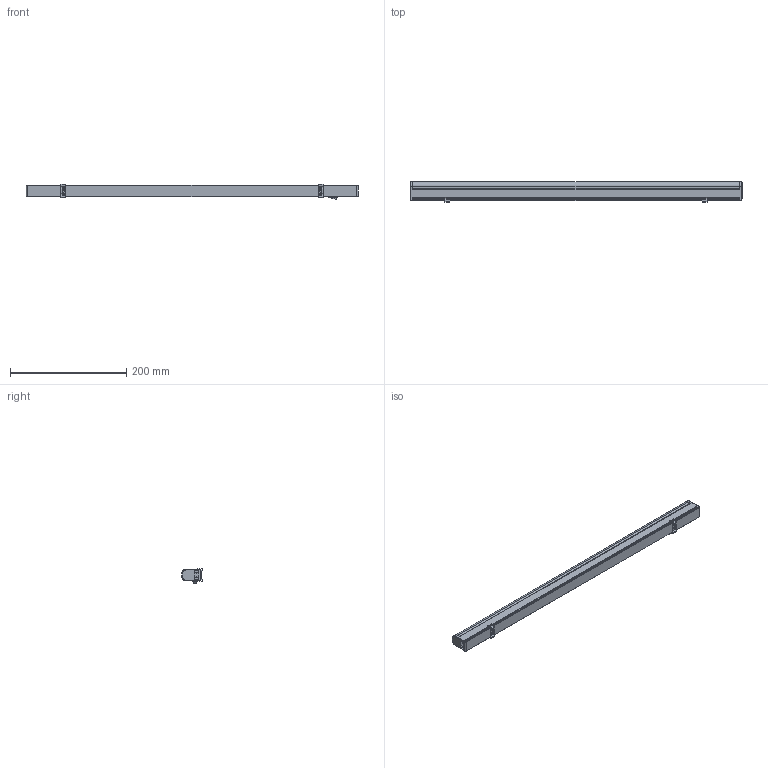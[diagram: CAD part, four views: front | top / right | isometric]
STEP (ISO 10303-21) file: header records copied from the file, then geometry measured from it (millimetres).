
FILE_DESCRIPTION (( 'STEP AP203' ), '1' );
FILE_NAME ('ÄÁÎÂ-7102 7Âò 4000Ê EKF Basic (LBS-7102-7-4000).STEP', '2021-12-28T10:53:42', ( '' ), ( '' ), 'SwSTEP 2.0', 'SolidWorks 2021', '' );
FILE_SCHEMA (( 'CONFIG_CONTROL_DESIGN' ));
Length unit declared in the file: millimetre
Products named in the file (1): ÄÁÎÂ-7102 7Âò 4000Ê EKF Basic (LBS-7102-7-4000)
Bounding box: 572 x 36 x 26.62 mm (x, y, z)
Volume: 344736.5 mm3; surface area: 63460.4 mm2
Topology: 4 solids, 4 shells, 337 faces, 744 edges, 418 vertices
Faces by surface type: plane 191, cylinder 114, torus 24, sphere 8
Entity records: 9101 total; most frequent: DIRECTION 1668, CARTESIAN_POINT 1540, ORIENTED_EDGE 1472, EDGE_CURVE 736, AXIS2_PLACEMENT_3D 602, VECTOR 464, LINE 464, VERTEX_POINT 418
